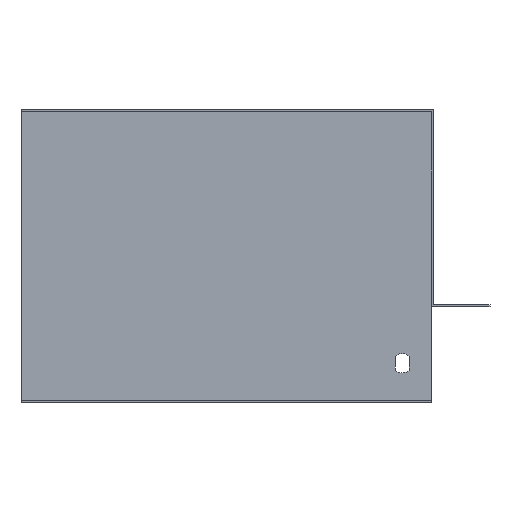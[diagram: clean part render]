
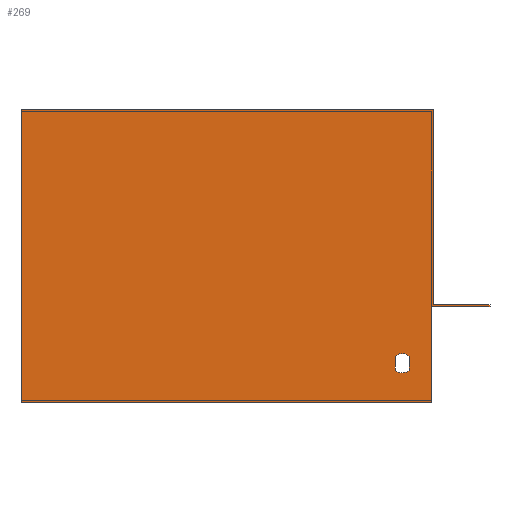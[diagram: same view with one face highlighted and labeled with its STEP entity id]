
A CAD part, left-side view. The second image highlights one B-rep face of the part: STEP entity #269.
In plain terms, the highlighted planar face has unit normal (-1, 0, 0).
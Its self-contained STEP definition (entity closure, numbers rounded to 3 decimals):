
#62 = LINE ( 'NONE', #955, #65 ) ;
#65 = VECTOR ( 'NONE', #952, 1000. ) ;
#93 = LINE ( 'NONE', #1127, #96 ) ;
#96 = VECTOR ( 'NONE', #1129, 1000. ) ;
#112 = CIRCLE ( 'NONE', #1109, 5. ) ;
#114 = LINE ( 'NONE', #1149, #116 ) ;
#115 = CIRCLE ( 'NONE', #1110, 5. ) ;
#116 = VECTOR ( 'NONE', #1150, 1000. ) ;
#117 = LINE ( 'NONE', #1154, #119 ) ;
#118 = LINE ( 'NONE', #1164, #121 ) ;
#119 = VECTOR ( 'NONE', #1155, 1000. ) ;
#120 = LINE ( 'NONE', #1166, #123 ) ;
#121 = VECTOR ( 'NONE', #1165, 1000. ) ;
#122 = LINE ( 'NONE', #1168, #125 ) ;
#123 = VECTOR ( 'NONE', #1167, 1000. ) ;
#124 = LINE ( 'NONE', #1170, #127 ) ;
#125 = VECTOR ( 'NONE', #1169, 1000. ) ;
#126 = LINE ( 'NONE', #1172, #129 ) ;
#127 = VECTOR ( 'NONE', #1171, 1000. ) ;
#129 = VECTOR ( 'NONE', #1173, 1000. ) ;
#191 = DIRECTION ( 'NONE',  ( 0., 0., -1. ) ) ;
#194 = CARTESIAN_POINT ( 'NONE',  ( 0., 0., 1. ) ) ;
#251 = ORIENTED_EDGE ( 'NONE', *, *, #359, .F. ) ;
#252 = ORIENTED_EDGE ( 'NONE', *, *, #1087, .F. ) ;
#260 = ORIENTED_EDGE ( 'NONE', *, *, #1073, .T. ) ;
#261 = ORIENTED_EDGE ( 'NONE', *, *, #1089, .T. ) ;
#269 = ADVANCED_FACE ( 'NONE', ( #754, #767 ), #568, .F. ) ;
#323 = CARTESIAN_POINT ( 'NONE',  ( 0., 210., 1. ) ) ;
#327 = CARTESIAN_POINT ( 'NONE',  ( 0., -30., -100. ) ) ;
#329 = CARTESIAN_POINT ( 'NONE',  ( 0., 11.5, -132.571 ) ) ;
#330 = CARTESIAN_POINT ( 'NONE',  ( 0., 210., -149. ) ) ;
#359 = EDGE_CURVE ( 'NONE', #490, #491, #873, .T. ) ;
#450 = VERTEX_POINT ( 'NONE', #631 ) ;
#451 = VERTEX_POINT ( 'NONE', #629 ) ;
#453 = VERTEX_POINT ( 'NONE', #626 ) ;
#454 = VERTEX_POINT ( 'NONE', #625 ) ;
#456 = VERTEX_POINT ( 'NONE', #620 ) ;
#457 = VERTEX_POINT ( 'NONE', #618 ) ;
#463 = VERTEX_POINT ( 'NONE', #329 ) ;
#464 = VERTEX_POINT ( 'NONE', #327 ) ;
#473 = VERTEX_POINT ( 'NONE', #330 ) ;
#477 = VERTEX_POINT ( 'NONE', #323 ) ;
#490 = VERTEX_POINT ( 'NONE', #1006 ) ;
#491 = VERTEX_POINT ( 'NONE', #1007 ) ;
#497 = EDGE_LOOP ( 'NONE', ( #251, #252, #1214, #261, #1219, #1215, #1213, #1216 ) ) ;
#535 = EDGE_LOOP ( 'NONE', ( #260, #1220, #1218, #1217 ) ) ;
#548 = DIRECTION ( 'NONE',  ( 0., 1., 0. ) ) ;
#552 = DIRECTION ( 'NONE',  ( 1., 0., 0. ) ) ;
#568 = PLANE ( 'NONE',  #987 ) ;
#607 = CARTESIAN_POINT ( 'NONE',  ( 0., 210., 1. ) ) ;
#618 = CARTESIAN_POINT ( 'NONE',  ( 0., 11.5, -125.429 ) ) ;
#620 = CARTESIAN_POINT ( 'NONE',  ( 0., -1., 1. ) ) ;
#625 = CARTESIAN_POINT ( 'NONE',  ( 0., 18.5, -132.571 ) ) ;
#626 = CARTESIAN_POINT ( 'NONE',  ( 0., 18.5, -125.429 ) ) ;
#629 = CARTESIAN_POINT ( 'NONE',  ( 0., -30., -99. ) ) ;
#631 = CARTESIAN_POINT ( 'NONE',  ( 0., -1., -99. ) ) ;
#754 = FACE_BOUND ( 'NONE', #535, .T. ) ;
#767 = FACE_OUTER_BOUND ( 'NONE', #497, .T. ) ;
#873 = LINE ( 'NONE', #194, #877 ) ;
#877 = VECTOR ( 'NONE', #191, 1000. ) ;
#952 = DIRECTION ( 'NONE',  ( 0., 0., -1. ) ) ;
#955 = CARTESIAN_POINT ( 'NONE',  ( 0., 210., 1. ) ) ;
#987 = AXIS2_PLACEMENT_3D ( 'NONE', #607, #552, #548 ) ;
#998 = EDGE_CURVE ( 'NONE', #477, #473, #62, .T. ) ;
#1006 = CARTESIAN_POINT ( 'NONE',  ( 0., 0., -100. ) ) ;
#1007 = CARTESIAN_POINT ( 'NONE',  ( 0., 0., -149. ) ) ;
#1073 = EDGE_CURVE ( 'NONE', #457, #463, #93, .T. ) ;
#1084 = EDGE_CURVE ( 'NONE', #463, #454, #112, .T. ) ;
#1085 = EDGE_CURVE ( 'NONE', #454, #453, #114, .T. ) ;
#1086 = EDGE_CURVE ( 'NONE', #453, #457, #115, .T. ) ;
#1087 = EDGE_CURVE ( 'NONE', #464, #490, #117, .T. ) ;
#1088 = EDGE_CURVE ( 'NONE', #464, #451, #118, .T. ) ;
#1089 = EDGE_CURVE ( 'NONE', #451, #450, #120, .T. ) ;
#1090 = EDGE_CURVE ( 'NONE', #456, #450, #122, .T. ) ;
#1091 = EDGE_CURVE ( 'NONE', #477, #456, #124, .T. ) ;
#1092 = EDGE_CURVE ( 'NONE', #473, #491, #126, .T. ) ;
#1109 = AXIS2_PLACEMENT_3D ( 'NONE', #1156, #1157, #1158 ) ;
#1110 = AXIS2_PLACEMENT_3D ( 'NONE', #1161, #1162, #1163 ) ;
#1127 = CARTESIAN_POINT ( 'NONE',  ( 0., 11.5, -125.429 ) ) ;
#1129 = DIRECTION ( 'NONE',  ( 0., 0., -1. ) ) ;
#1149 = CARTESIAN_POINT ( 'NONE',  ( 0., 18.5, -125.429 ) ) ;
#1150 = DIRECTION ( 'NONE',  ( 0., 0., 1. ) ) ;
#1154 = CARTESIAN_POINT ( 'NONE',  ( 0., 0., -100. ) ) ;
#1155 = DIRECTION ( 'NONE',  ( 0., 1., 0. ) ) ;
#1156 = CARTESIAN_POINT ( 'NONE',  ( 0., 15., -129. ) ) ;
#1157 = DIRECTION ( 'NONE',  ( 1., 0., 0. ) ) ;
#1158 = DIRECTION ( 'NONE',  ( 0., 0., -1. ) ) ;
#1161 = CARTESIAN_POINT ( 'NONE',  ( 0., 15., -129. ) ) ;
#1162 = DIRECTION ( 'NONE',  ( 1., 0., 0. ) ) ;
#1163 = DIRECTION ( 'NONE',  ( 0., 0., -1. ) ) ;
#1164 = CARTESIAN_POINT ( 'NONE',  ( 0., -30., -100. ) ) ;
#1165 = DIRECTION ( 'NONE',  ( 0., 0., 1. ) ) ;
#1166 = CARTESIAN_POINT ( 'NONE',  ( 0., 0., -99. ) ) ;
#1167 = DIRECTION ( 'NONE',  ( 0., 1., 0. ) ) ;
#1168 = CARTESIAN_POINT ( 'NONE',  ( 0., -1., 1. ) ) ;
#1169 = DIRECTION ( 'NONE',  ( 0., 0., -1. ) ) ;
#1170 = CARTESIAN_POINT ( 'NONE',  ( 0., 210., 1. ) ) ;
#1171 = DIRECTION ( 'NONE',  ( 0., -1., 0. ) ) ;
#1172 = CARTESIAN_POINT ( 'NONE',  ( 0., 210., -149. ) ) ;
#1173 = DIRECTION ( 'NONE',  ( 0., -1., 0. ) ) ;
#1213 = ORIENTED_EDGE ( 'NONE', *, *, #998, .T. ) ;
#1214 = ORIENTED_EDGE ( 'NONE', *, *, #1088, .T. ) ;
#1215 = ORIENTED_EDGE ( 'NONE', *, *, #1091, .F. ) ;
#1216 = ORIENTED_EDGE ( 'NONE', *, *, #1092, .T. ) ;
#1217 = ORIENTED_EDGE ( 'NONE', *, *, #1086, .T. ) ;
#1218 = ORIENTED_EDGE ( 'NONE', *, *, #1085, .T. ) ;
#1219 = ORIENTED_EDGE ( 'NONE', *, *, #1090, .F. ) ;
#1220 = ORIENTED_EDGE ( 'NONE', *, *, #1084, .T. ) ;
